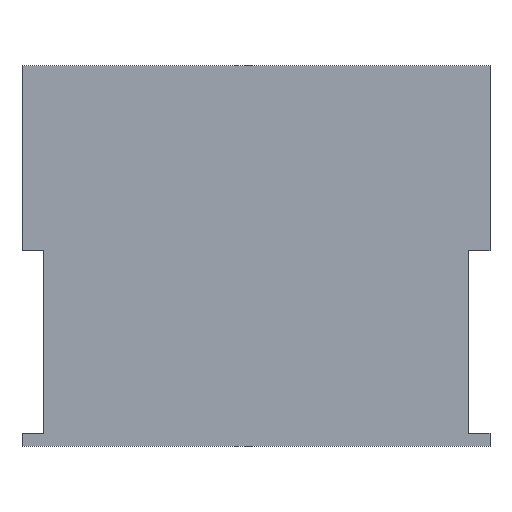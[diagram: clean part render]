
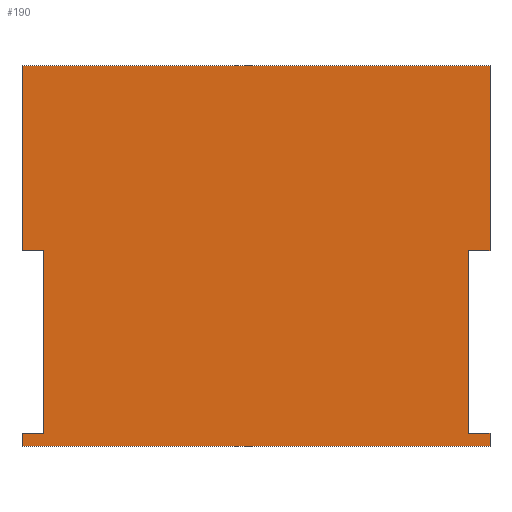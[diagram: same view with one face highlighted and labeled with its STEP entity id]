
A CAD part, top view. The second image highlights one B-rep face of the part: STEP entity #190.
In plain terms, the highlighted planar face has unit normal (0, 0, 1).
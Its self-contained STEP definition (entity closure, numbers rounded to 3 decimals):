
#1 = CARTESIAN_POINT ( 'NONE',  ( -21.5, 0., 0.5 ) ) ;
#8 = LINE ( 'NONE', #121, #231 ) ;
#12 = CARTESIAN_POINT ( 'NONE',  ( 21.5, 18., 0.5 ) ) ;
#18 = VERTEX_POINT ( 'NONE', #160 ) ;
#19 = CARTESIAN_POINT ( 'NONE',  ( 19.5, 1.2, 0.5 ) ) ;
#27 = FACE_OUTER_BOUND ( 'NONE', #187, .T. ) ;
#39 = DIRECTION ( 'NONE',  ( -1., 0., 0. ) ) ;
#41 = LINE ( 'NONE', #154, #153 ) ;
#42 = ORIENTED_EDGE ( 'NONE', *, *, #188, .T. ) ;
#55 = LINE ( 'NONE', #440, #70 ) ;
#57 = VECTOR ( 'NONE', #252, 1000. ) ;
#69 = ORIENTED_EDGE ( 'NONE', *, *, #442, .T. ) ;
#70 = VECTOR ( 'NONE', #202, 1000. ) ;
#74 = CARTESIAN_POINT ( 'NONE',  ( 21.5, 0., 0.5 ) ) ;
#78 = VECTOR ( 'NONE', #356, 1000. ) ;
#81 = ORIENTED_EDGE ( 'NONE', *, *, #223, .T. ) ;
#99 = PLANE ( 'NONE',  #318 ) ;
#102 = DIRECTION ( 'NONE',  ( 0., 1., 0. ) ) ;
#107 = EDGE_CURVE ( 'NONE', #175, #217, #219, .T. ) ;
#114 = ORIENTED_EDGE ( 'NONE', *, *, #107, .F. ) ;
#116 = LINE ( 'NONE', #1, #198 ) ;
#118 = ORIENTED_EDGE ( 'NONE', *, *, #323, .T. ) ;
#119 = CARTESIAN_POINT ( 'NONE',  ( -21.5, 18., 0.5 ) ) ;
#121 = CARTESIAN_POINT ( 'NONE',  ( -21.5, 35., 0.5 ) ) ;
#149 = VERTEX_POINT ( 'NONE', #165 ) ;
#153 = VECTOR ( 'NONE', #263, 1000. ) ;
#154 = CARTESIAN_POINT ( 'NONE',  ( 19.5, 18., 0.5 ) ) ;
#160 = CARTESIAN_POINT ( 'NONE',  ( -21.5, 18., 0.5 ) ) ;
#165 = CARTESIAN_POINT ( 'NONE',  ( 19.5, 18., 0.5 ) ) ;
#167 = DIRECTION ( 'NONE',  ( 0., 1., 0. ) ) ;
#168 = DIRECTION ( 'NONE',  ( 0., 0., -1. ) ) ;
#175 = VERTEX_POINT ( 'NONE', #341 ) ;
#177 = VERTEX_POINT ( 'NONE', #375 ) ;
#178 = VERTEX_POINT ( 'NONE', #19 ) ;
#185 = CARTESIAN_POINT ( 'NONE',  ( 21.5, 1.2, 0.5 ) ) ;
#186 = LINE ( 'NONE', #258, #408 ) ;
#187 = EDGE_LOOP ( 'NONE', ( #439, #362, #431, #257, #114, #261, #81, #118, #69, #42, #291, #212 ) ) ;
#188 = EDGE_CURVE ( 'NONE', #274, #400, #409, .T. ) ;
#190 = ADVANCED_FACE ( 'NONE', ( #27 ), #99, .F. ) ;
#198 = VECTOR ( 'NONE', #387, 1000. ) ;
#202 = DIRECTION ( 'NONE',  ( -1., 0., 0. ) ) ;
#212 = ORIENTED_EDGE ( 'NONE', *, *, #285, .F. ) ;
#217 = VERTEX_POINT ( 'NONE', #272 ) ;
#218 = DIRECTION ( 'NONE',  ( 0., -1., 0. ) ) ;
#219 = LINE ( 'NONE', #233, #334 ) ;
#221 = VERTEX_POINT ( 'NONE', #235 ) ;
#222 = LINE ( 'NONE', #389, #78 ) ;
#223 = EDGE_CURVE ( 'NONE', #247, #178, #55, .T. ) ;
#231 = VECTOR ( 'NONE', #358, 1000. ) ;
#233 = CARTESIAN_POINT ( 'NONE',  ( -21.5, 0., 0.5 ) ) ;
#235 = CARTESIAN_POINT ( 'NONE',  ( -19.5, 18., 0.5 ) ) ;
#240 = DIRECTION ( 'NONE',  ( -1., 0., 0. ) ) ;
#247 = VERTEX_POINT ( 'NONE', #185 ) ;
#251 = EDGE_CURVE ( 'NONE', #400, #363, #8, .T. ) ;
#252 = DIRECTION ( 'NONE',  ( 0., 1., 0. ) ) ;
#257 = ORIENTED_EDGE ( 'NONE', *, *, #419, .F. ) ;
#258 = CARTESIAN_POINT ( 'NONE',  ( -19.5, 18., 0.5 ) ) ;
#261 = ORIENTED_EDGE ( 'NONE', *, *, #304, .T. ) ;
#262 = VECTOR ( 'NONE', #102, 1000. ) ;
#263 = DIRECTION ( 'NONE',  ( 1., 0., 0. ) ) ;
#272 = CARTESIAN_POINT ( 'NONE',  ( -21.5, 0., 0.5 ) ) ;
#274 = VERTEX_POINT ( 'NONE', #12 ) ;
#277 = EDGE_CURVE ( 'NONE', #333, #177, #393, .T. ) ;
#279 = CARTESIAN_POINT ( 'NONE',  ( -21.5, 35., 0.5 ) ) ;
#283 = VECTOR ( 'NONE', #39, 1000. ) ;
#285 = EDGE_CURVE ( 'NONE', #18, #363, #116, .T. ) ;
#288 = LINE ( 'NONE', #74, #57 ) ;
#291 = ORIENTED_EDGE ( 'NONE', *, *, #251, .T. ) ;
#296 = DIRECTION ( 'NONE',  ( 1., 0., 0. ) ) ;
#297 = CARTESIAN_POINT ( 'NONE',  ( 21.5, 35., 0.5 ) ) ;
#298 = CARTESIAN_POINT ( 'NONE',  ( -19.5, 1.2, 0.5 ) ) ;
#304 = EDGE_CURVE ( 'NONE', #175, #247, #288, .T. ) ;
#305 = DIRECTION ( 'NONE',  ( -1., 0., 0. ) ) ;
#308 = VECTOR ( 'NONE', #167, 1000. ) ;
#313 = CARTESIAN_POINT ( 'NONE',  ( -21.5, 0., 0.5 ) ) ;
#314 = CARTESIAN_POINT ( 'NONE',  ( -19.5, 1.2, 0.5 ) ) ;
#318 = AXIS2_PLACEMENT_3D ( 'NONE', #313, #168, #240 ) ;
#323 = EDGE_CURVE ( 'NONE', #178, #149, #447, .T. ) ;
#333 = VERTEX_POINT ( 'NONE', #314 ) ;
#334 = VECTOR ( 'NONE', #305, 1000. ) ;
#341 = CARTESIAN_POINT ( 'NONE',  ( 21.5, 0., 0.5 ) ) ;
#356 = DIRECTION ( 'NONE',  ( 0., 1., 0. ) ) ;
#358 = DIRECTION ( 'NONE',  ( -1., 0., 0. ) ) ;
#362 = ORIENTED_EDGE ( 'NONE', *, *, #403, .T. ) ;
#363 = VERTEX_POINT ( 'NONE', #279 ) ;
#375 = CARTESIAN_POINT ( 'NONE',  ( -21.5, 1.2, 0.5 ) ) ;
#379 = CARTESIAN_POINT ( 'NONE',  ( 19.5, 2.4, 0.5 ) ) ;
#387 = DIRECTION ( 'NONE',  ( 0., 1., 0. ) ) ;
#389 = CARTESIAN_POINT ( 'NONE',  ( -21.5, 0., 0.5 ) ) ;
#391 = VECTOR ( 'NONE', #296, 1000. ) ;
#393 = LINE ( 'NONE', #298, #283 ) ;
#400 = VERTEX_POINT ( 'NONE', #297 ) ;
#403 = EDGE_CURVE ( 'NONE', #221, #333, #186, .T. ) ;
#408 = VECTOR ( 'NONE', #218, 1000. ) ;
#409 = LINE ( 'NONE', #413, #262 ) ;
#413 = CARTESIAN_POINT ( 'NONE',  ( 21.5, 0., 0.5 ) ) ;
#419 = EDGE_CURVE ( 'NONE', #217, #177, #222, .T. ) ;
#429 = LINE ( 'NONE', #119, #391 ) ;
#431 = ORIENTED_EDGE ( 'NONE', *, *, #277, .T. ) ;
#439 = ORIENTED_EDGE ( 'NONE', *, *, #448, .T. ) ;
#440 = CARTESIAN_POINT ( 'NONE',  ( 21.5, 1.2, 0.5 ) ) ;
#442 = EDGE_CURVE ( 'NONE', #149, #274, #41, .T. ) ;
#447 = LINE ( 'NONE', #379, #308 ) ;
#448 = EDGE_CURVE ( 'NONE', #18, #221, #429, .T. ) ;
